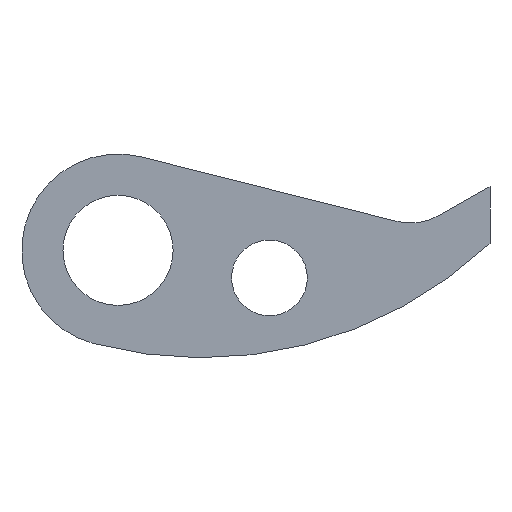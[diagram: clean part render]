
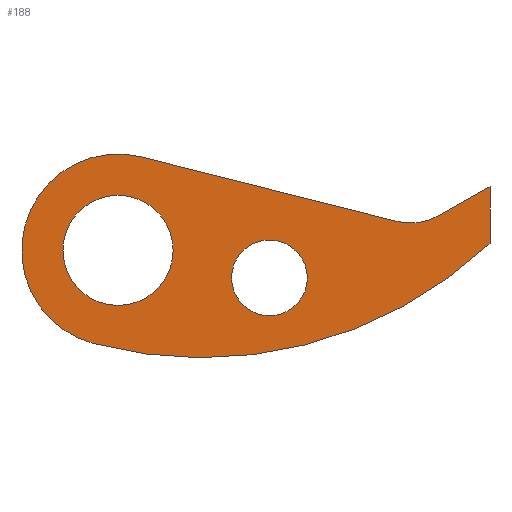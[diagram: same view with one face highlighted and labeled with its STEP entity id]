
A CAD part, left-side view. The second image highlights one B-rep face of the part: STEP entity #188.
In plain terms, the highlighted planar face has unit normal (-1, 0, 0).
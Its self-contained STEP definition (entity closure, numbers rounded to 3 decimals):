
#17=FACE_BOUND('',#46,.T.);
#18=FACE_BOUND('',#47,.T.);
#23=PLANE('',#222);
#33=FACE_OUTER_BOUND('',#45,.T.);
#45=EDGE_LOOP('',(#166,#167,#168,#169,#170,#171));
#46=EDGE_LOOP('',(#172));
#47=EDGE_LOOP('',(#173));
#50=LINE('',#295,#64);
#55=LINE('',#309,#69);
#60=LINE('',#326,#74);
#64=VECTOR('',#241,10.);
#69=VECTOR('',#254,10.);
#74=VECTOR('',#273,10.);
#76=CIRCLE('',#204,2.75);
#79=CIRCLE('',#208,4.);
#80=CIRCLE('',#211,4.079);
#82=CIRCLE('',#215,7.);
#84=CIRCLE('',#218,30.55);
#86=VERTEX_POINT('',#281);
#89=VERTEX_POINT('',#289);
#90=VERTEX_POINT('',#293);
#91=VERTEX_POINT('',#294);
#94=VERTEX_POINT('',#302);
#96=VERTEX_POINT('',#308);
#98=VERTEX_POINT('',#314);
#100=VERTEX_POINT('',#320);
#102=EDGE_CURVE('',#86,#86,#76,.T.);
#107=EDGE_CURVE('',#89,#89,#79,.T.);
#108=EDGE_CURVE('',#90,#91,#50,.T.);
#112=EDGE_CURVE('',#91,#94,#80,.T.);
#115=EDGE_CURVE('',#96,#94,#55,.T.);
#118=EDGE_CURVE('',#98,#96,#82,.T.);
#121=EDGE_CURVE('',#100,#98,#84,.T.);
#124=EDGE_CURVE('',#90,#100,#60,.F.);
#166=ORIENTED_EDGE('',*,*,#124,.F.);
#167=ORIENTED_EDGE('',*,*,#108,.T.);
#168=ORIENTED_EDGE('',*,*,#112,.T.);
#169=ORIENTED_EDGE('',*,*,#115,.F.);
#170=ORIENTED_EDGE('',*,*,#118,.F.);
#171=ORIENTED_EDGE('',*,*,#121,.F.);
#172=ORIENTED_EDGE('',*,*,#102,.T.);
#173=ORIENTED_EDGE('',*,*,#107,.F.);
#188=ADVANCED_FACE('',(#33,#17,#18),#23,.F.);
#204=AXIS2_PLACEMENT_3D('',#282,#227,#228);
#208=AXIS2_PLACEMENT_3D('',#291,#237,#238);
#211=AXIS2_PLACEMENT_3D('',#303,#247,#248);
#215=AXIS2_PLACEMENT_3D('',#315,#259,#260);
#218=AXIS2_PLACEMENT_3D('',#321,#266,#267);
#222=AXIS2_PLACEMENT_3D('',#329,#277,#278);
#227=DIRECTION('center_axis',(1.,0.,0.));
#228=DIRECTION('ref_axis',(0.,-1.,0.));
#237=DIRECTION('center_axis',(-1.,0.,0.));
#238=DIRECTION('ref_axis',(0.,0.,-1.));
#241=DIRECTION('',(0.,0.871,-0.491));
#247=DIRECTION('center_axis',(1.,0.,0.));
#248=DIRECTION('ref_axis',(0.,-0.491,-0.871));
#254=DIRECTION('',(0.,-0.97,-0.244));
#259=DIRECTION('center_axis',(1.,0.,0.));
#260=DIRECTION('ref_axis',(0.,0.259,-0.966));
#266=DIRECTION('center_axis',(1.,0.,0.));
#267=DIRECTION('ref_axis',(0.,-0.697,-0.718));
#273=DIRECTION('',(0.,0.,1.));
#277=DIRECTION('center_axis',(1.,0.,0.));
#278=DIRECTION('ref_axis',(0.,0.,-1.));
#281=CARTESIAN_POINT('',(50.5,69.124,-66.827));
#282=CARTESIAN_POINT('Origin',(50.5,66.374,-66.827));
#289=CARTESIAN_POINT('',(50.5,77.374,-60.827));
#291=CARTESIAN_POINT('Origin',(50.5,77.374,-64.827));
#293=CARTESIAN_POINT('',(50.5,50.35,-60.197));
#294=CARTESIAN_POINT('',(50.5,54.108,-62.316));
#295=CARTESIAN_POINT('',(50.5,50.,-60.));
#302=CARTESIAN_POINT('',(50.5,57.108,-62.717));
#303=CARTESIAN_POINT('Origin',(50.5,56.111,-58.762));
#308=CARTESIAN_POINT('',(50.5,75.662,-58.039));
#309=CARTESIAN_POINT('',(50.5,75.662,-58.039));
#314=CARTESIAN_POINT('',(50.5,79.186,-71.588));
#315=CARTESIAN_POINT('Origin',(50.5,77.374,-64.827));
#320=CARTESIAN_POINT('',(50.5,50.35,-64.334));
#321=CARTESIAN_POINT('Origin',(50.5,71.279,-42.079));
#326=CARTESIAN_POINT('',(50.5,50.35,-62.614));
#329=CARTESIAN_POINT('Origin',(50.5,67.187,-65.228));
